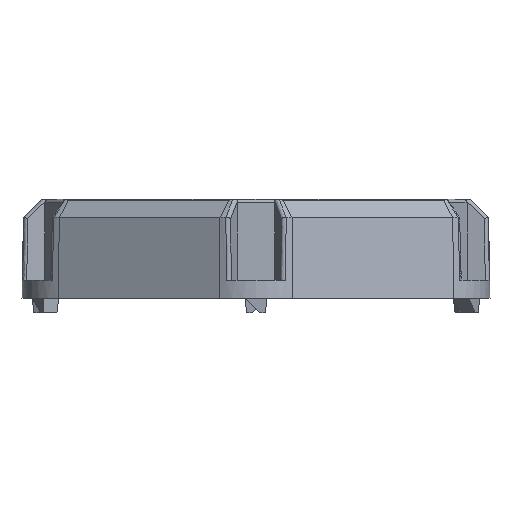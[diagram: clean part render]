
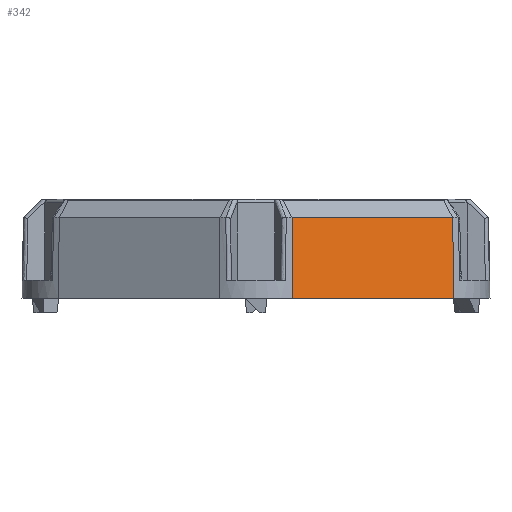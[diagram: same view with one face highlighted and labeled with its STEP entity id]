
A CAD part, left-side view. The second image highlights one B-rep face of the part: STEP entity #342.
In plain terms, the highlighted planar face has unit normal (-0.866, -0.5, 0.018).
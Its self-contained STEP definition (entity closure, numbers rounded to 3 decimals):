
#342=ADVANCED_FACE('',(#565),#483,.T.);
#483=PLANE('',#2648);
#565=FACE_OUTER_BOUND('',#703,.T.);
#703=EDGE_LOOP('',(#915,#916,#917,#918));
#915=ORIENTED_EDGE('',*,*,#1965,.F.);
#916=ORIENTED_EDGE('',*,*,#1966,.F.);
#917=ORIENTED_EDGE('',*,*,#1902,.T.);
#918=ORIENTED_EDGE('',*,*,#1967,.F.);
#1638=VERTEX_POINT('',#3298);
#1639=VERTEX_POINT('',#3300);
#1699=VERTEX_POINT('',#3571);
#1700=VERTEX_POINT('',#3572);
#1902=EDGE_CURVE('',#1639,#1638,#2296,.T.);
#1965=EDGE_CURVE('',#1699,#1700,#2340,.T.);
#1966=EDGE_CURVE('',#1639,#1699,#2341,.T.);
#1967=EDGE_CURVE('',#1700,#1638,#2342,.T.);
#2296=LINE('',#3299,#2468);
#2340=LINE('',#3570,#2512);
#2341=LINE('',#3573,#2513);
#2342=LINE('',#3574,#2514);
#2468=VECTOR('',#2803,1.);
#2512=VECTOR('',#2865,1.);
#2513=VECTOR('',#2866,1.);
#2514=VECTOR('',#2867,1.);
#2648=AXIS2_PLACEMENT_3D('',#3575,#2868,#2869);
#2803=DIRECTION('',(-0.5,0.866,0.));
#2865=DIRECTION('',(-0.5,0.866,0.));
#2866=DIRECTION('',(-0.01,-0.017,-1.));
#2867=DIRECTION('',(0.02,0.,1.));
#2868=DIRECTION('',(-0.866,-0.5,0.017));
#2869=DIRECTION('',(-0.015,-0.009,-1.));
#3298=CARTESIAN_POINT('',(-13.756,-2.,5.));
#3299=CARTESIAN_POINT('',(-13.923,-1.71,5.));
#3300=CARTESIAN_POINT('',(-8.61,-10.913,5.));
#3570=CARTESIAN_POINT('',(-7.498,-12.996,0.5));
#3571=CARTESIAN_POINT('',(-8.655,-10.992,0.5));
#3572=CARTESIAN_POINT('',(-13.847,-2.,0.5));
#3573=CARTESIAN_POINT('',(-8.66,-10.999,0.052));
#3574=CARTESIAN_POINT('',(-13.856,-2.,0.052));
#3575=CARTESIAN_POINT('',(-7.506,-13.,0.));
